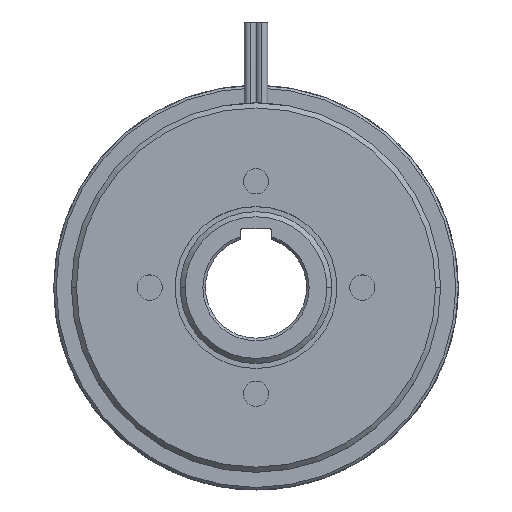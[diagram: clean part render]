
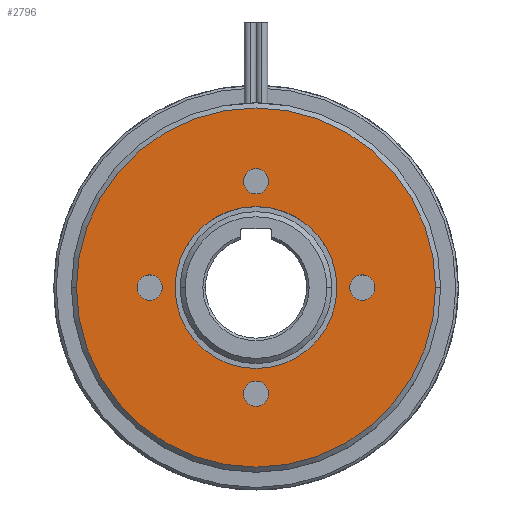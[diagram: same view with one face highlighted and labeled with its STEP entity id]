
A CAD part, top view. The second image highlights one B-rep face of the part: STEP entity #2796.
In plain terms, the highlighted planar face has unit normal (0, 0, 1).
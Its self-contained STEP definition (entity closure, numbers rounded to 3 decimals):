
#2324 = VERTEX_POINT ( 'NONE', #5908 ) ;
#2385 = VERTEX_POINT ( 'NONE', #6068 ) ;
#2387 = EDGE_CURVE ( 'NONE', #2385, #2388, #6047, .T. ) ;
#2388 = VERTEX_POINT ( 'NONE', #6138 ) ;
#2409 = VERTEX_POINT ( 'NONE', #6072 ) ;
#2411 = EDGE_CURVE ( 'NONE', #2409, #2412, #6071, .T. ) ;
#2412 = VERTEX_POINT ( 'NONE', #6083 ) ;
#2443 = EDGE_CURVE ( 'NONE', #2444, #2445, #6184, .T. ) ;
#2444 = VERTEX_POINT ( 'NONE', #6159 ) ;
#2445 = VERTEX_POINT ( 'NONE', #6156 ) ;
#2484 = EDGE_CURVE ( 'NONE', #2324, #2486, #6213, .T. ) ;
#2486 = VERTEX_POINT ( 'NONE', #6295 ) ;
#2492 = EDGE_CURVE ( 'NONE', #2493, #2494, #6314, .T. ) ;
#2493 = VERTEX_POINT ( 'NONE', #6284 ) ;
#2494 = VERTEX_POINT ( 'NONE', #6279 ) ;
#2578 = VERTEX_POINT ( 'NONE', #6543 ) ;
#2580 = EDGE_CURVE ( 'NONE', #2578, #2581, #6541, .T. ) ;
#2581 = VERTEX_POINT ( 'NONE', #6588 ) ;
#2752 = ORIENTED_EDGE ( 'NONE', *, *, #2411, .F. ) ;
#2753 = ORIENTED_EDGE ( 'NONE', *, *, #2754, .F. ) ;
#2754 = EDGE_CURVE ( 'NONE', #2581, #2578, #6887, .T. ) ;
#2755 = ORIENTED_EDGE ( 'NONE', *, *, #2580, .F. ) ;
#2756 = EDGE_LOOP ( 'NONE', ( #2757, #2784 ) ) ;
#2757 = ORIENTED_EDGE ( 'NONE', *, *, #2783, .F. ) ;
#2762 = ORIENTED_EDGE ( 'NONE', *, *, #2763, .F. ) ;
#2763 = EDGE_CURVE ( 'NONE', #2445, #2444, #6882, .T. ) ;
#2783 = EDGE_CURVE ( 'NONE', #2388, #2385, #6914, .T. ) ;
#2784 = ORIENTED_EDGE ( 'NONE', *, *, #2387, .F. ) ;
#2785 = EDGE_LOOP ( 'NONE', ( #2786, #2788 ) ) ;
#2786 = ORIENTED_EDGE ( 'NONE', *, *, #2787, .F. ) ;
#2787 = EDGE_CURVE ( 'NONE', #2486, #2324, #6939, .T. ) ;
#2788 = ORIENTED_EDGE ( 'NONE', *, *, #2484, .F. ) ;
#2789 = EDGE_LOOP ( 'NONE', ( #2790, #2792 ) ) ;
#2790 = ORIENTED_EDGE ( 'NONE', *, *, #2791, .T. ) ;
#2791 = EDGE_CURVE ( 'NONE', #2494, #2493, #6929, .T. ) ;
#2792 = ORIENTED_EDGE ( 'NONE', *, *, #2492, .T. ) ;
#2793 = EDGE_LOOP ( 'NONE', ( #2794, #2762 ) ) ;
#2794 = ORIENTED_EDGE ( 'NONE', *, *, #2443, .F. ) ;
#2796 = ADVANCED_FACE ( 'NONE', ( #6930, #6925, #6924, #6923, #6922, #6921 ), #6920, .T. ) ;
#2797 = EDGE_LOOP ( 'NONE', ( #2798, #2752 ) ) ;
#2798 = ORIENTED_EDGE ( 'NONE', *, *, #2799, .F. ) ;
#2799 = EDGE_CURVE ( 'NONE', #2412, #2409, #6944, .T. ) ;
#2800 = EDGE_LOOP ( 'NONE', ( #2753, #2755 ) ) ;
#5908 = CARTESIAN_POINT ( 'NONE',  ( -2.5, 21., 17. ) ) ;
#6046 = AXIS2_PLACEMENT_3D ( 'NONE', #6146, #6145, #6144 ) ;
#6047 = CIRCLE ( 'NONE', #6046, 2.5 ) ;
#6068 = CARTESIAN_POINT ( 'NONE',  ( -23.5, 0., 17. ) ) ;
#6071 = CIRCLE ( 'NONE', #6087, 2.5 ) ;
#6072 = CARTESIAN_POINT ( 'NONE',  ( 18.5, 0., 17. ) ) ;
#6083 = CARTESIAN_POINT ( 'NONE',  ( 23.5, 0., 17. ) ) ;
#6084 = DIRECTION ( 'NONE',  ( 0., -1., 0. ) ) ;
#6085 = DIRECTION ( 'NONE',  ( 0., 0., 1. ) ) ;
#6086 = CARTESIAN_POINT ( 'NONE',  ( 21., 0., 17. ) ) ;
#6087 = AXIS2_PLACEMENT_3D ( 'NONE', #6086, #6085, #6084 ) ;
#6115 = AXIS2_PLACEMENT_3D ( 'NONE', #6216, #6252, #6251 ) ;
#6138 = CARTESIAN_POINT ( 'NONE',  ( -18.5, 0., 17. ) ) ;
#6144 = DIRECTION ( 'NONE',  ( 0., 1., 0. ) ) ;
#6145 = DIRECTION ( 'NONE',  ( 0., 0., 1. ) ) ;
#6146 = CARTESIAN_POINT ( 'NONE',  ( -21., 0., 17. ) ) ;
#6156 = CARTESIAN_POINT ( 'NONE',  ( 16., 0., 17. ) ) ;
#6158 = CARTESIAN_POINT ( 'NONE',  ( 0., 0., 17. ) ) ;
#6159 = CARTESIAN_POINT ( 'NONE',  ( -16., 0., 17. ) ) ;
#6173 = DIRECTION ( 'NONE',  ( 1., 0., 0. ) ) ;
#6174 = DIRECTION ( 'NONE',  ( 0., 0., 1. ) ) ;
#6183 = AXIS2_PLACEMENT_3D ( 'NONE', #6158, #6174, #6173 ) ;
#6184 = CIRCLE ( 'NONE', #6183, 16. ) ;
#6213 = CIRCLE ( 'NONE', #6115, 2.5 ) ;
#6216 = CARTESIAN_POINT ( 'NONE',  ( 0., 21., 17. ) ) ;
#6251 = DIRECTION ( 'NONE',  ( 1., 0., 0. ) ) ;
#6252 = DIRECTION ( 'NONE',  ( 0., 0., 1. ) ) ;
#6277 = CARTESIAN_POINT ( 'NONE',  ( 0., 0., 17. ) ) ;
#6279 = CARTESIAN_POINT ( 'NONE',  ( -35.5, 0., 17. ) ) ;
#6284 = CARTESIAN_POINT ( 'NONE',  ( 35.5, 0., 17. ) ) ;
#6285 = DIRECTION ( 'NONE',  ( 1., 0., 0. ) ) ;
#6286 = DIRECTION ( 'NONE',  ( 0., 0., 1. ) ) ;
#6295 = CARTESIAN_POINT ( 'NONE',  ( 2.5, 21., 17. ) ) ;
#6297 = AXIS2_PLACEMENT_3D ( 'NONE', #6277, #6286, #6285 ) ;
#6314 = CIRCLE ( 'NONE', #6297, 35.5 ) ;
#6537 = DIRECTION ( 'NONE',  ( -1., 0., 0. ) ) ;
#6538 = DIRECTION ( 'NONE',  ( 0., 0., 1. ) ) ;
#6539 = CARTESIAN_POINT ( 'NONE',  ( 0., -21., 17. ) ) ;
#6540 = AXIS2_PLACEMENT_3D ( 'NONE', #6539, #6538, #6537 ) ;
#6541 = CIRCLE ( 'NONE', #6540, 2.5 ) ;
#6543 = CARTESIAN_POINT ( 'NONE',  ( -2.5, -21., 17. ) ) ;
#6588 = CARTESIAN_POINT ( 'NONE',  ( 2.5, -21., 17. ) ) ;
#6878 = DIRECTION ( 'NONE',  ( -1., 0., 0. ) ) ;
#6879 = DIRECTION ( 'NONE',  ( 1., 0., 0. ) ) ;
#6880 = DIRECTION ( 'NONE',  ( 0., 0., 1. ) ) ;
#6881 = AXIS2_PLACEMENT_3D ( 'NONE', #6909, #6880, #6879 ) ;
#6882 = CIRCLE ( 'NONE', #6881, 16. ) ;
#6886 = AXIS2_PLACEMENT_3D ( 'NONE', #6908, #6888, #6878 ) ;
#6887 = CIRCLE ( 'NONE', #6886, 2.5 ) ;
#6888 = DIRECTION ( 'NONE',  ( 0., 0., 1. ) ) ;
#6908 = CARTESIAN_POINT ( 'NONE',  ( 0., -21., 17. ) ) ;
#6909 = CARTESIAN_POINT ( 'NONE',  ( 0., 0., 17. ) ) ;
#6911 = DIRECTION ( 'NONE',  ( 0., 1., 0. ) ) ;
#6912 = DIRECTION ( 'NONE',  ( 0., 0., 1. ) ) ;
#6913 = AXIS2_PLACEMENT_3D ( 'NONE', #6933, #6912, #6911 ) ;
#6914 = CIRCLE ( 'NONE', #6913, 2.5 ) ;
#6915 = CARTESIAN_POINT ( 'NONE',  ( 0., 21., 17. ) ) ;
#6919 = AXIS2_PLACEMENT_3D ( 'NONE', #6947, #6946, #6945 ) ;
#6920 = PLANE ( 'NONE',  #6919 ) ;
#6921 = FACE_BOUND ( 'NONE', #2793, .T. ) ;
#6922 = FACE_OUTER_BOUND ( 'NONE', #2789, .T. ) ;
#6923 = FACE_BOUND ( 'NONE', #2785, .T. ) ;
#6924 = FACE_BOUND ( 'NONE', #2756, .T. ) ;
#6925 = FACE_BOUND ( 'NONE', #2800, .T. ) ;
#6926 = DIRECTION ( 'NONE',  ( 1., 0., 0. ) ) ;
#6927 = DIRECTION ( 'NONE',  ( 0., 0., 1. ) ) ;
#6928 = AXIS2_PLACEMENT_3D ( 'NONE', #6935, #6927, #6926 ) ;
#6929 = CIRCLE ( 'NONE', #6928, 35.5 ) ;
#6930 = FACE_BOUND ( 'NONE', #2797, .T. ) ;
#6933 = CARTESIAN_POINT ( 'NONE',  ( -21., 0., 17. ) ) ;
#6935 = CARTESIAN_POINT ( 'NONE',  ( 0., 0., 17. ) ) ;
#6936 = DIRECTION ( 'NONE',  ( 1., 0., 0. ) ) ;
#6937 = DIRECTION ( 'NONE',  ( 0., 0., 1. ) ) ;
#6938 = AXIS2_PLACEMENT_3D ( 'NONE', #6915, #6937, #6936 ) ;
#6939 = CIRCLE ( 'NONE', #6938, 2.5 ) ;
#6940 = DIRECTION ( 'NONE',  ( 0., -1., 0. ) ) ;
#6941 = DIRECTION ( 'NONE',  ( 0., 0., 1. ) ) ;
#6942 = CARTESIAN_POINT ( 'NONE',  ( 21., 0., 17. ) ) ;
#6943 = AXIS2_PLACEMENT_3D ( 'NONE', #6942, #6941, #6940 ) ;
#6944 = CIRCLE ( 'NONE', #6943, 2.5 ) ;
#6945 = DIRECTION ( 'NONE',  ( 1., 0., 0. ) ) ;
#6946 = DIRECTION ( 'NONE',  ( 0., 0., 1. ) ) ;
#6947 = CARTESIAN_POINT ( 'NONE',  ( 0., 0., 17. ) ) ;
